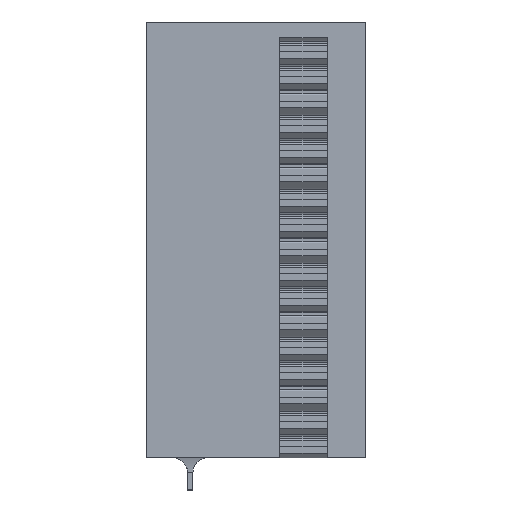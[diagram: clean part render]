
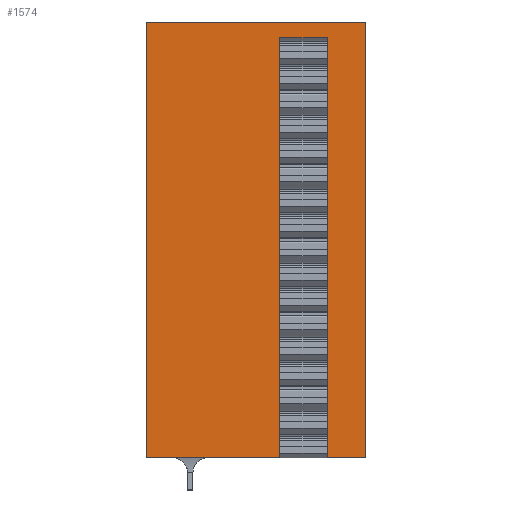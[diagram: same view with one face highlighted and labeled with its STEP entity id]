
A CAD part, top view. The second image highlights one B-rep face of the part: STEP entity #1574.
In plain terms, the highlighted planar face has unit normal (0, 0, 1).
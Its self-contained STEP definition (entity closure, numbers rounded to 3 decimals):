
#30 = EDGE_CURVE ( 'NONE', #2436, #3157, #3223, .T. ) ;
#123 = PLANE ( 'NONE',  #789 ) ;
#142 = DIRECTION ( 'NONE',  ( 0., 0., 1. ) ) ;
#173 = EDGE_CURVE ( 'NONE', #2394, #554, #2404, .T. ) ;
#180 = DIRECTION ( 'NONE',  ( 0., -1., 0. ) ) ;
#190 = ORIENTED_EDGE ( 'NONE', *, *, #352, .T. ) ;
#247 = CARTESIAN_POINT ( 'NONE',  ( -25.278, -22.995, 12.3 ) ) ;
#352 = EDGE_CURVE ( 'NONE', #3157, #2060, #4173, .T. ) ;
#451 = EDGE_CURVE ( 'NONE', #554, #3591, #1278, .T. ) ;
#486 = CARTESIAN_POINT ( 'NONE',  ( -25.278, 88.005, 12.3 ) ) ;
#494 = CARTESIAN_POINT ( 'NONE',  ( 2.622, 25.505, 12.3 ) ) ;
#554 = VERTEX_POINT ( 'NONE', #247 ) ;
#663 = VECTOR ( 'NONE', #2432, 1000. ) ;
#789 = AXIS2_PLACEMENT_3D ( 'NONE', #494, #142, #3844 ) ;
#879 = CARTESIAN_POINT ( 'NONE',  ( 8.722, -22.995, 12.3 ) ) ;
#1003 = ORIENTED_EDGE ( 'NONE', *, *, #3137, .T. ) ;
#1009 = EDGE_CURVE ( 'NONE', #1066, #2394, #2127, .T. ) ;
#1066 = VERTEX_POINT ( 'NONE', #2043 ) ;
#1120 = CARTESIAN_POINT ( 'NONE',  ( 8.722, 25.505, 12.3 ) ) ;
#1277 = VECTOR ( 'NONE', #3954, 1000. ) ;
#1278 = LINE ( 'NONE', #2229, #1277 ) ;
#1311 = VERTEX_POINT ( 'NONE', #1996 ) ;
#1394 = DIRECTION ( 'NONE',  ( 0., -1., 0. ) ) ;
#1480 = FACE_OUTER_BOUND ( 'NONE', #2205, .T. ) ;
#1531 = VECTOR ( 'NONE', #2473, 1000. ) ;
#1574 = ADVANCED_FACE ( 'NONE', ( #1480 ), #123, .T. ) ;
#1665 = ORIENTED_EDGE ( 'NONE', *, *, #3822, .T. ) ;
#1766 = LINE ( 'NONE', #2504, #2719 ) ;
#1786 = VECTOR ( 'NONE', #3472, 1000. ) ;
#1876 = VECTOR ( 'NONE', #3795, 1000. ) ;
#1957 = EDGE_CURVE ( 'NONE', #2060, #1311, #3494, .T. ) ;
#1996 = CARTESIAN_POINT ( 'NONE',  ( 30.522, -22.995, 12.3 ) ) ;
#2043 = CARTESIAN_POINT ( 'NONE',  ( 30.522, 88.005, 12.3 ) ) ;
#2060 = VERTEX_POINT ( 'NONE', #2636 ) ;
#2063 = ORIENTED_EDGE ( 'NONE', *, *, #1957, .T. ) ;
#2126 = ORIENTED_EDGE ( 'NONE', *, *, #451, .T. ) ;
#2127 = LINE ( 'NONE', #3398, #663 ) ;
#2175 = CARTESIAN_POINT ( 'NONE',  ( 8.722, 84.005, 12.3 ) ) ;
#2205 = EDGE_LOOP ( 'NONE', ( #2126, #1003, #2778, #190, #2063, #1665, #3425, #2913 ) ) ;
#2229 = CARTESIAN_POINT ( 'NONE',  ( 2.622, -22.995, 12.3 ) ) ;
#2394 = VERTEX_POINT ( 'NONE', #486 ) ;
#2404 = LINE ( 'NONE', #4000, #2723 ) ;
#2432 = DIRECTION ( 'NONE',  ( -1., 0., 0. ) ) ;
#2436 = VERTEX_POINT ( 'NONE', #2175 ) ;
#2473 = DIRECTION ( 'NONE',  ( 1., 0., 0. ) ) ;
#2504 = CARTESIAN_POINT ( 'NONE',  ( 30.522, 25.505, 12.3 ) ) ;
#2636 = CARTESIAN_POINT ( 'NONE',  ( 20.722, -22.995, 12.3 ) ) ;
#2719 = VECTOR ( 'NONE', #3128, 1000. ) ;
#2723 = VECTOR ( 'NONE', #1394, 1000. ) ;
#2778 = ORIENTED_EDGE ( 'NONE', *, *, #30, .T. ) ;
#2913 = ORIENTED_EDGE ( 'NONE', *, *, #173, .T. ) ;
#3128 = DIRECTION ( 'NONE',  ( 0., 1., 0. ) ) ;
#3137 = EDGE_CURVE ( 'NONE', #3591, #2436, #4193, .T. ) ;
#3157 = VERTEX_POINT ( 'NONE', #3886 ) ;
#3175 = CARTESIAN_POINT ( 'NONE',  ( 20.722, 25.505, 12.3 ) ) ;
#3223 = LINE ( 'NONE', #3503, #1531 ) ;
#3398 = CARTESIAN_POINT ( 'NONE',  ( 2.622, 88.005, 12.3 ) ) ;
#3425 = ORIENTED_EDGE ( 'NONE', *, *, #1009, .T. ) ;
#3472 = DIRECTION ( 'NONE',  ( 1., 0., 0. ) ) ;
#3494 = LINE ( 'NONE', #3515, #1786 ) ;
#3503 = CARTESIAN_POINT ( 'NONE',  ( 2.622, 84.005, 12.3 ) ) ;
#3515 = CARTESIAN_POINT ( 'NONE',  ( 2.622, -22.995, 12.3 ) ) ;
#3591 = VERTEX_POINT ( 'NONE', #879 ) ;
#3795 = DIRECTION ( 'NONE',  ( 0., 1., 0. ) ) ;
#3822 = EDGE_CURVE ( 'NONE', #1311, #1066, #1766, .T. ) ;
#3844 = DIRECTION ( 'NONE',  ( 1., 0., 0. ) ) ;
#3886 = CARTESIAN_POINT ( 'NONE',  ( 20.722, 84.005, 12.3 ) ) ;
#3954 = DIRECTION ( 'NONE',  ( 1., 0., 0. ) ) ;
#4000 = CARTESIAN_POINT ( 'NONE',  ( -25.278, 25.505, 12.3 ) ) ;
#4080 = VECTOR ( 'NONE', #180, 1000. ) ;
#4173 = LINE ( 'NONE', #3175, #4080 ) ;
#4193 = LINE ( 'NONE', #1120, #1876 ) ;
